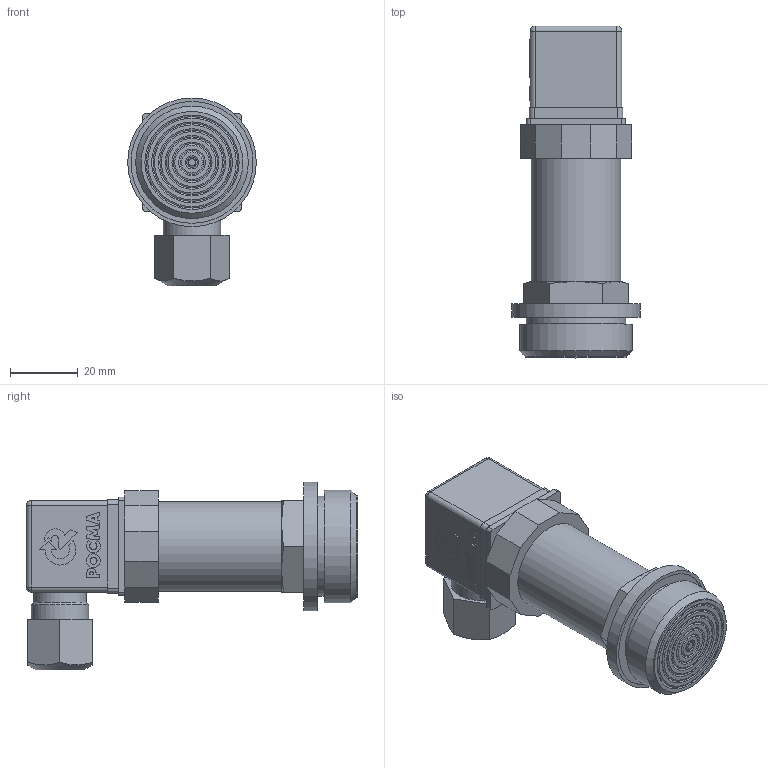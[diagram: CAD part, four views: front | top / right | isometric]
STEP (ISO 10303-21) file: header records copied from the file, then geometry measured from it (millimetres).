
FILE_DESCRIPTION(/* description */ (''),/* implementation_level */ '2;1');
FILE_NAME(/* name */ 'РПД-И-ФМ-G1.stp',/* time_stamp */ '2023-01-30T12:23:29+03:00',/* author */ ('Tech'),/* organization */ (''),/* preprocessor_version */ 'ST-DEVELOPER v18.1',/* originating_system */ 'Autodesk Inventor 2021',/* authorisation */ '');
FILE_SCHEMA (('AUTOMOTIVE_DESIGN { 1 0 10303 214 3 1 1 }'));
Length unit declared in the file: millimetre
Products named in the file (1): РПД-И-ФМ-G1
Bounding box: 38 x 98 x 55.5 mm (x, y, z)
Volume: 73868 mm3; surface area: 14802.5 mm2
Topology: 1 solids, 1 shells, 186 faces, 463 edges, 308 vertices
Faces by surface type: plane 122, cylinder 37, cone 23, sphere 4
Full cylindrical faces by diameter (mm): 2.067 x1, 4.092 x1, 8 x1, 11 x1, 15.5 x1, 17 x1, 26.5 x1, 29.5 x1, 30.049 x1, 33.249 x1, 36 x1, 38 x1
Entity records: 5570 total; most frequent: CARTESIAN_POINT 996, DIRECTION 955, ORIENTED_EDGE 926, EDGE_CURVE 463, AXIS2_PLACEMENT_3D 324, VERTEX_POINT 308, LINE 307, VECTOR 307
